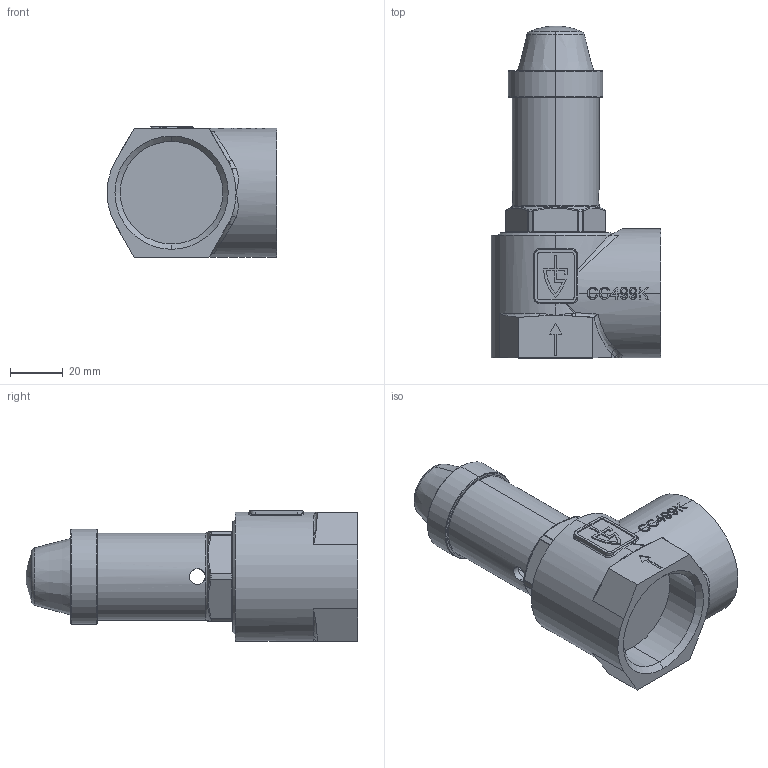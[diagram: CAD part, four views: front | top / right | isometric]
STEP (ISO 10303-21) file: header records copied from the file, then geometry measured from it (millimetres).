
FILE_DESCRIPTION (( 'STEP AP214' ), '1' );
FILE_NAME ('652 1 1-4 Dummy.STEP', '2010-08-02T08:22:41', ( '' ), ( '' ), 'SwSTEP 2.0', 'SolidWorks 2010', '' );
FILE_SCHEMA (( 'AUTOMOTIVE_DESIGN' ));
Length unit declared in the file: millimetre
Products named in the file (1): 652 1 1-4 Dummy
Bounding box: 64.5 x 126 x 49.5 mm (x, y, z)
Volume: 112311.2 mm3; surface area: 40377 mm2
Topology: 4 solids, 4 shells, 501 faces, 1306 edges, 820 vertices
Faces by surface type: plane 164, cylinder 133, bspline 105, torus 40, cone 35, sphere 24
Entity records: 26669 total; most frequent: CARTESIAN_POINT 9684, ORIENTED_EDGE 2596, DIRECTION 2121, EDGE_CURVE 1298, VERTEX_POINT 820, AXIS2_PLACEMENT_3D 801, EDGE_LOOP 524, LINE 519
